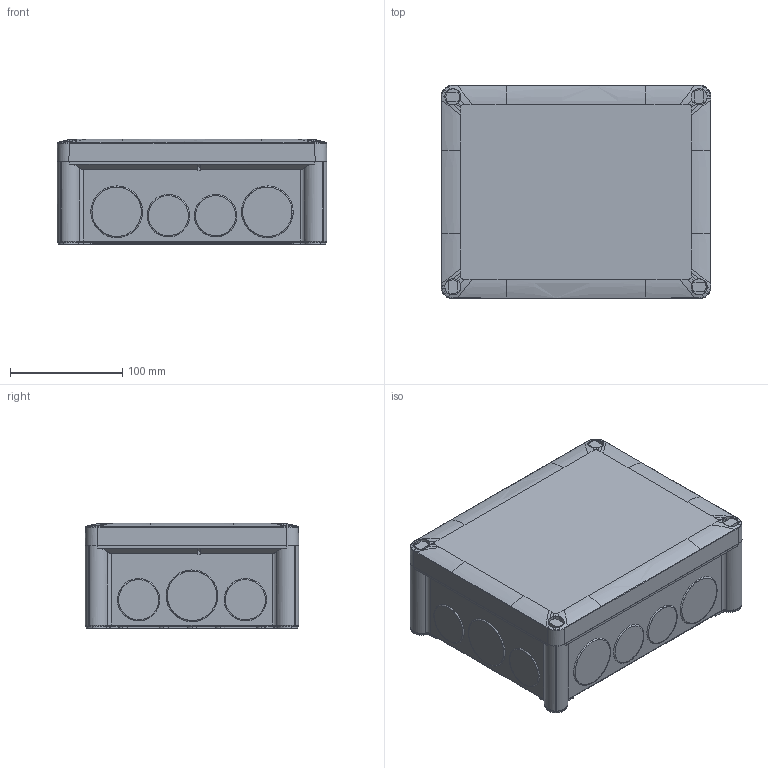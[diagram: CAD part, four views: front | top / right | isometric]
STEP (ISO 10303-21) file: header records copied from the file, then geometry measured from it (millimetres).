
FILE_DESCRIPTION(('CATIA V5 STEP Exchange','CAx-IF Rec.Pracs.--- Model Styling and Organization---1.4--- 2014-01-23'),'2;1');
FILE_NAME('092062.stp','2021-02-03T08:34:12+00:00',('none'),('none'),'CATIA Version 5-6 Release 2017 SP5','CATIA V5 STEP AP214','none');
FILE_SCHEMA(('AUTOMOTIVE_DESIGN { 1 0 10303 214 1 1 1 1 }'));
Products named in the file (1): 092062
Bounding box: 240 x 190 x 93.81 mm (x, y, z)
Surface area: 290704.7 mm2 (no closed solid volume)
Topology: 0 solids, 176 shells, 788 faces, 3076 edges, 2433 vertices
Faces by surface type: bspline 382, plane 254, cylinder 80, cone 72
Entity records: 50904 total; most frequent: CARTESIAN_POINT 30340, ORIENTED_EDGE 4267, EDGE_CURVE 3057, VERTEX_POINT 2413, DIRECTION 2195, B_SPLINE_CURVE_WITH_KNOTS 1657, AXIS2_PLACEMENT_3D 908, EDGE_LOOP 857
